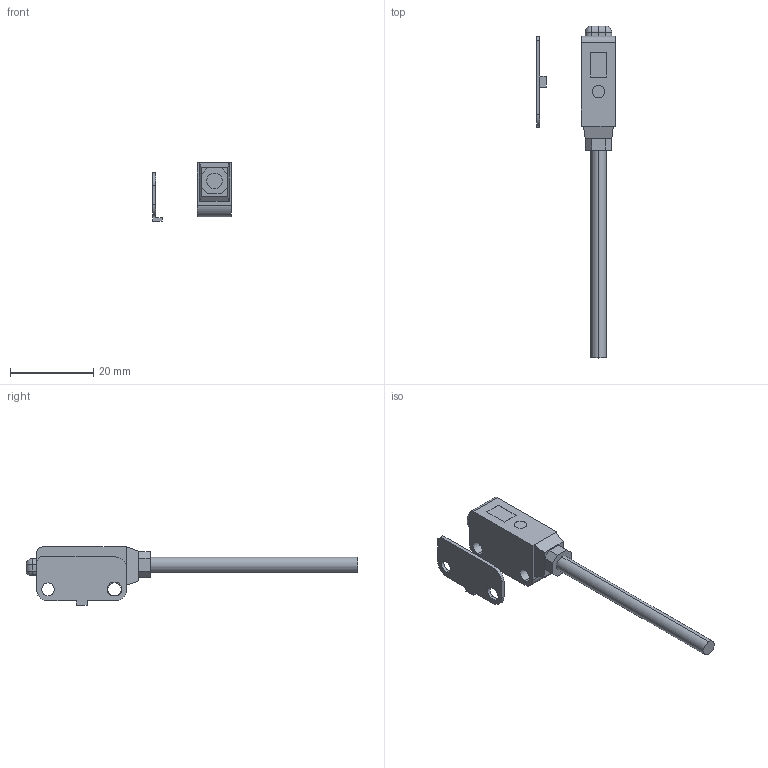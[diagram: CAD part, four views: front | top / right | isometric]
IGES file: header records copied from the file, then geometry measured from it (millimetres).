
Start section: SolidWorks IGES file using analytic representation for surfaces
Global section: file name: ex-l291.IGS; native system: SolidWorks 2007; preprocessor: SolidWorks 2007; author: tm1310; date: 100909.182808; units: millimetre
Bounding box: 19 x 79.9 x 14 mm (x, y, z)
Volume: 3162.1 mm3; surface area: 2490.3 mm2
Topology: 2 solids, 2 shells, 93 faces, 231 edges, 148 vertices
Faces by surface type: plane 58, revolution 35
